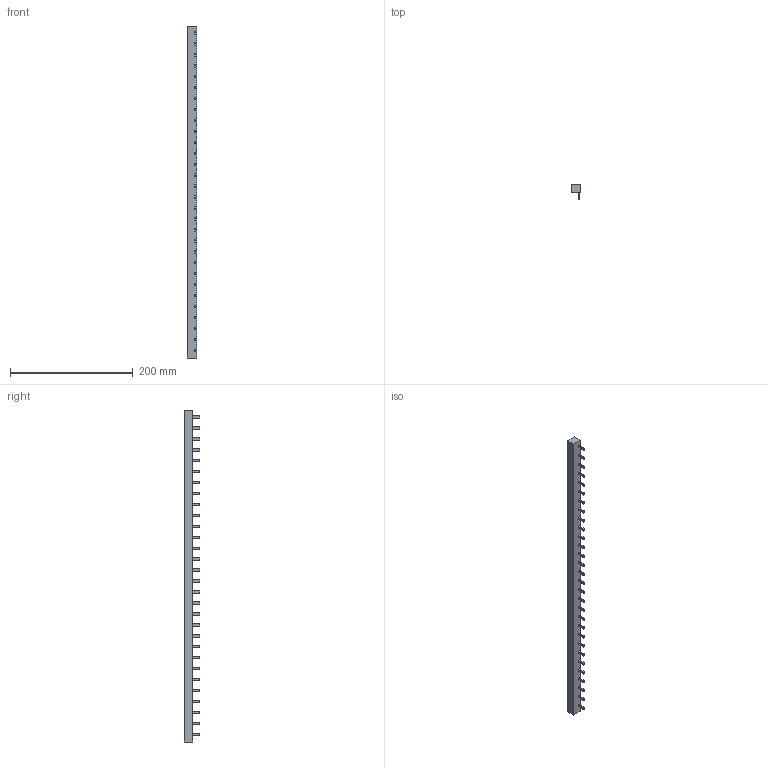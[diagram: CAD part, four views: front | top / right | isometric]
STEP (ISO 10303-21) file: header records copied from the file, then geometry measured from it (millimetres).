
FILE_DESCRIPTION (( 'STEP AP214' ), '1' );
FILE_NAME ('Øèíà ñîåäèíèòåëüíàÿ òèïà PIN äëÿ 3-ô íàãð pin-03-63.STEP', '2018-07-30T10:20:57', ( '' ), ( '' ), 'SwSTEP 2.0', 'SolidWorks 2017', '' );
FILE_SCHEMA (( 'AUTOMOTIVE_DESIGN' ));
Length unit declared in the file: millimetre
Products named in the file (1): Øèíà ñîåäèíèòåëüíàÿ òèïà PIN äëÿ 3-ô íàãð pin-03-63
Bounding box: 15.5 x 25 x 540 mm (x, y, z)
Volume: 114927 mm3; surface area: 35464.5 mm2
Topology: 1 solids, 1 shells, 156 faces, 372 edges, 248 vertices
Faces by surface type: plane 156
Entity records: 6166 total; most frequent: CARTESIAN_POINT 777, ORIENTED_EDGE 744, DIRECTION 686, LINE 372, EDGE_CURVE 372, VECTOR 372, VERTEX_POINT 248, EDGE_LOOP 186
